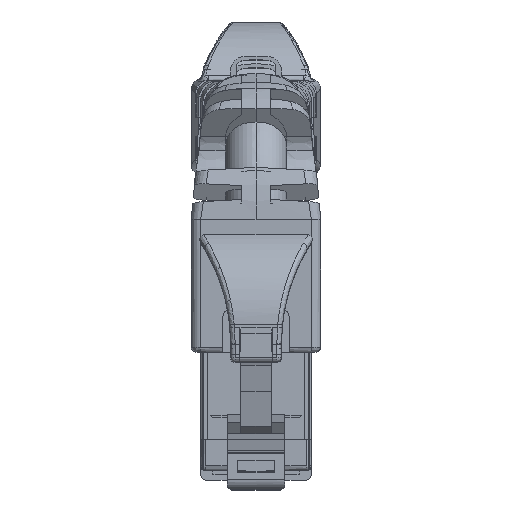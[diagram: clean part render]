
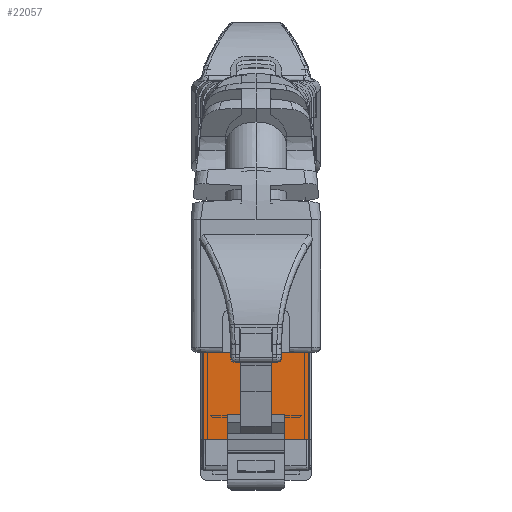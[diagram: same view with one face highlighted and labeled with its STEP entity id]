
A CAD part, top view. The second image highlights one B-rep face of the part: STEP entity #22057.
In plain terms, the highlighted planar face has unit normal (0, 0, 1).
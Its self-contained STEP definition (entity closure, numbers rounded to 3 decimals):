
#22030=AXIS2_PLACEMENT_3D('Plane Axis2P3D',#22027,#22028,#22029) ;
#19056=CARTESIAN_POINT('Line Origine',(6.85,14.58,564.033)) ;
#19060=CARTESIAN_POINT('Vertex',(1.21,14.58,564.033)) ;
#19062=CARTESIAN_POINT('Vertex',(12.49,14.58,564.033)) ;
#22027=CARTESIAN_POINT('Axis2P3D Location',(6.85,13.865,564.033)) ;
#22032=CARTESIAN_POINT('Line Origine',(1.21,9.985,564.033)) ;
#22036=CARTESIAN_POINT('Vertex',(1.21,5.39,564.033)) ;
#22039=CARTESIAN_POINT('Line Origine',(6.85,5.39,564.033)) ;
#22043=CARTESIAN_POINT('Vertex',(12.49,5.39,564.033)) ;
#22046=CARTESIAN_POINT('Line Origine',(12.49,9.985,564.033)) ;
#19057=DIRECTION('Vector Direction',(1.,0.,0.)) ;
#22028=DIRECTION('Axis2P3D Direction',(0.,0.,1.)) ;
#22029=DIRECTION('Axis2P3D XDirection',(0.,1.,0.)) ;
#22033=DIRECTION('Vector Direction',(0.,-1.,0.)) ;
#22040=DIRECTION('Vector Direction',(1.,0.,0.)) ;
#22047=DIRECTION('Vector Direction',(0.,1.,0.)) ;
#19058=VECTOR('Line Direction',#19057,1.) ;
#22034=VECTOR('Line Direction',#22033,1.) ;
#22041=VECTOR('Line Direction',#22040,1.) ;
#22048=VECTOR('Line Direction',#22047,1.) ;
#22052=ORIENTED_EDGE('',*,*,#22038,.T.) ;
#22053=ORIENTED_EDGE('',*,*,#22045,.T.) ;
#22054=ORIENTED_EDGE('',*,*,#22050,.T.) ;
#22055=ORIENTED_EDGE('',*,*,#19064,.F.) ;
#22057=ADVANCED_FACE('Hauptk\X2\00F6\X0\rper',(#22056),#22031,.T.) ;
#19064=EDGE_CURVE('',#19061,#19063,#19059,.T.) ;
#22038=EDGE_CURVE('',#19061,#22037,#22035,.T.) ;
#22045=EDGE_CURVE('',#22037,#22044,#22042,.T.) ;
#22050=EDGE_CURVE('',#22044,#19063,#22049,.T.) ;
#22051=EDGE_LOOP('',(#22052,#22053,#22054,#22055)) ;
#22056=FACE_OUTER_BOUND('',#22051,.T.) ;
#19059=LINE('Line',#19056,#19058) ;
#22035=LINE('Line',#22032,#22034) ;
#22042=LINE('Line',#22039,#22041) ;
#22049=LINE('Line',#22046,#22048) ;
#22031=PLANE('',#22030) ;
#19061=VERTEX_POINT('',#19060) ;
#19063=VERTEX_POINT('',#19062) ;
#22037=VERTEX_POINT('',#22036) ;
#22044=VERTEX_POINT('',#22043) ;
